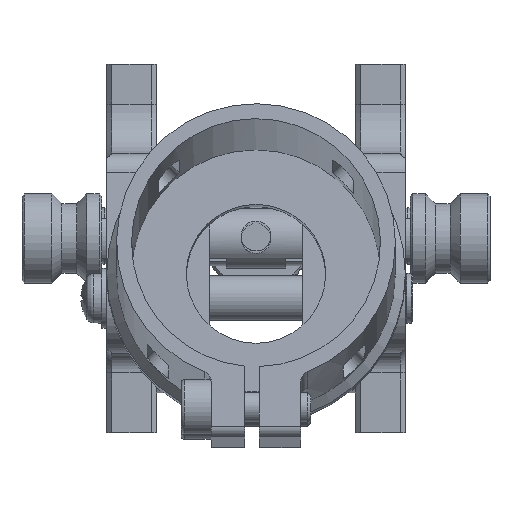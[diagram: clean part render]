
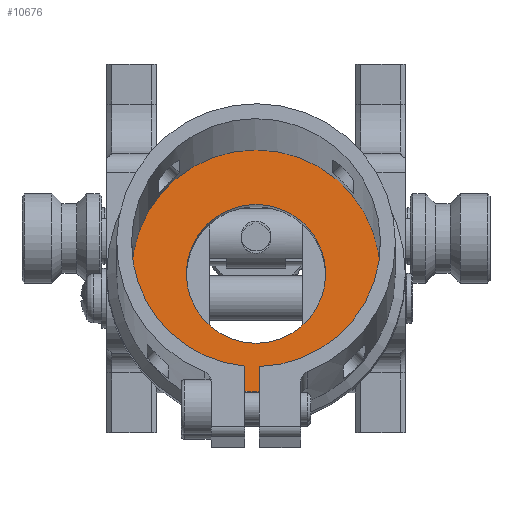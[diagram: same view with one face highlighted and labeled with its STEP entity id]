
A CAD part, front view. The second image highlights one B-rep face of the part: STEP entity #10676.
In plain terms, the highlighted face is planar.
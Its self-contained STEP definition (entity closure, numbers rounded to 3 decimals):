
#646=FACE_BOUND('',#2153,.T.);
#953=PLANE('',#11864);
#1501=FACE_OUTER_BOUND('',#2152,.T.);
#2152=EDGE_LOOP('',(#9476));
#2153=EDGE_LOOP('',(#9477));
#4038=CIRCLE('',#11857,12.5);
#4040=CIRCLE('',#11861,7.);
#5014=VERTEX_POINT('',#22812);
#5016=VERTEX_POINT('',#22821);
#6523=EDGE_CURVE('',#5014,#5014,#4038,.T.);
#6527=EDGE_CURVE('',#5016,#5016,#4040,.T.);
#9476=ORIENTED_EDGE('',*,*,#6523,.F.);
#9477=ORIENTED_EDGE('',*,*,#6527,.T.);
#10676=ADVANCED_FACE('',(#1501,#646),#953,.T.);
#11857=AXIS2_PLACEMENT_3D('',#22814,#14332,#14333);
#11861=AXIS2_PLACEMENT_3D('',#22822,#14342,#14343);
#11864=AXIS2_PLACEMENT_3D('',#22826,#14349,#14350);
#14332=DIRECTION('center_axis',(-1.,0.,0.));
#14333=DIRECTION('ref_axis',(0.,0.,-1.));
#14342=DIRECTION('center_axis',(-1.,0.,0.));
#14343=DIRECTION('ref_axis',(0.,0.,-1.));
#14349=DIRECTION('center_axis',(1.,0.,0.));
#14350=DIRECTION('ref_axis',(0.,0.,-1.));
#22812=CARTESIAN_POINT('',(2.6,0.,12.5));
#22814=CARTESIAN_POINT('Origin',(2.6,0.,0.));
#22821=CARTESIAN_POINT('',(2.6,0.,7.));
#22822=CARTESIAN_POINT('Origin',(2.6,0.,0.));
#22826=CARTESIAN_POINT('Origin',(2.6,0.,0.));
